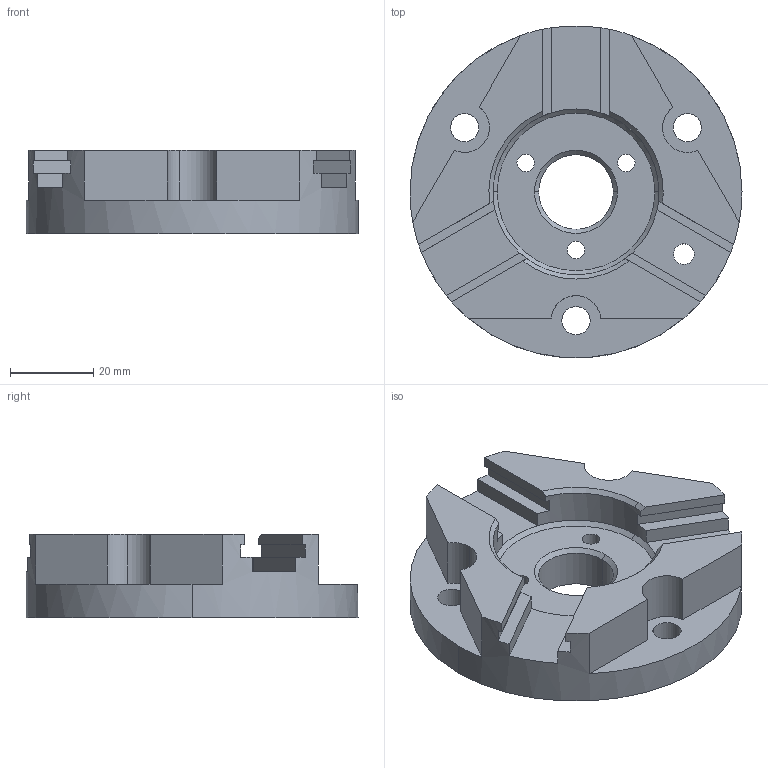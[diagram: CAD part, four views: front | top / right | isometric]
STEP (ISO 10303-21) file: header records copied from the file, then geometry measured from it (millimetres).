
FILE_DESCRIPTION (( 'STEP AP214' ), '1' );
FILE_NAME ('Part37.STEP', '2025-03-03T12:56:57', ( '' ), ( '' ), 'SwSTEP 2.0', 'SolidWorks 2024', '' );
FILE_SCHEMA (( 'AUTOMOTIVE_DESIGN' ));
Length unit declared in the file: millimetre
Products named in the file (1): Part37
Bounding box: 80 x 80 x 20 mm (x, y, z)
Volume: 61590.2 mm3; surface area: 17566.5 mm2
Topology: 1 solids, 1 shells, 83 faces, 234 edges, 153 vertices
Faces by surface type: plane 47, cylinder 28, cone 8
Entity records: 2782 total; most frequent: DIRECTION 501, CARTESIAN_POINT 489, ORIENTED_EDGE 468, EDGE_CURVE 234, AXIS2_PLACEMENT_3D 189, VERTEX_POINT 153, LINE 123, VECTOR 123
